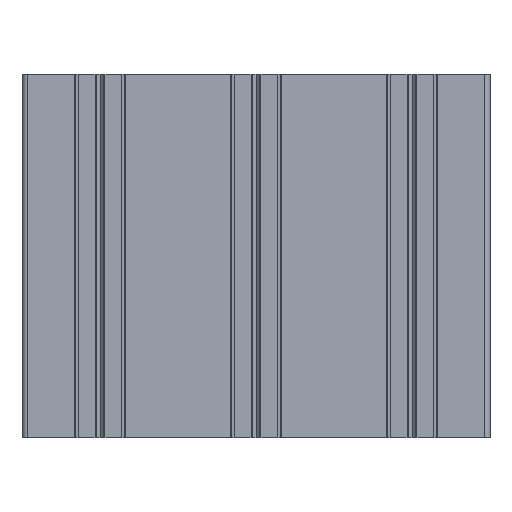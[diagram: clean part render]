
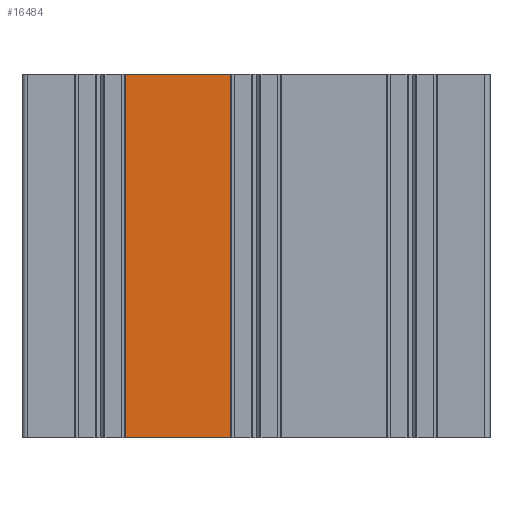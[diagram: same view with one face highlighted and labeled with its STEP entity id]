
A CAD part, front view. The second image highlights one B-rep face of the part: STEP entity #16484.
In plain terms, the highlighted planar face has unit normal (0, -1, 0).
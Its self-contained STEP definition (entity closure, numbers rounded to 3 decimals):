
#754 = CARTESIAN_POINT ( 'NONE',  ( 4.9, -15., -70. ) ) ;
#1916 = EDGE_LOOP ( 'NONE', ( #6007, #13262, #17478, #14752 ) ) ;
#1972 = VECTOR ( 'NONE', #2461, 1000. ) ;
#1980 = DIRECTION ( 'NONE',  ( 1., 0., 0. ) ) ;
#2053 = VERTEX_POINT ( 'NONE', #5997 ) ;
#2461 = DIRECTION ( 'NONE',  ( 0., 0., 1. ) ) ;
#3766 = DIRECTION ( 'NONE',  ( 1., 0., 0. ) ) ;
#4565 = EDGE_CURVE ( 'NONE', #16127, #20275, #7409, .T. ) ;
#5500 = DIRECTION ( 'NONE',  ( 0., 0., 1. ) ) ;
#5997 = CARTESIAN_POINT ( 'NONE',  ( 4.9, -15., -70. ) ) ;
#6007 = ORIENTED_EDGE ( 'NONE', *, *, #11898, .F. ) ;
#6142 = VERTEX_POINT ( 'NONE', #12165 ) ;
#6652 = PLANE ( 'NONE',  #13250 ) ;
#7409 = LINE ( 'NONE', #18773, #20491 ) ;
#8660 = FACE_OUTER_BOUND ( 'NONE', #1916, .T. ) ;
#8779 = LINE ( 'NONE', #14947, #16335 ) ;
#8886 = LINE ( 'NONE', #17285, #19015 ) ;
#11898 = EDGE_CURVE ( 'NONE', #6142, #20275, #8779, .T. ) ;
#12165 = CARTESIAN_POINT ( 'NONE',  ( 4.9, -15., 0. ) ) ;
#13123 = DIRECTION ( 'NONE',  ( 0., -1., 0. ) ) ;
#13250 = AXIS2_PLACEMENT_3D ( 'NONE', #17896, #13123, #3766 ) ;
#13262 = ORIENTED_EDGE ( 'NONE', *, *, #13976, .F. ) ;
#13976 = EDGE_CURVE ( 'NONE', #2053, #6142, #17131, .T. ) ;
#14752 = ORIENTED_EDGE ( 'NONE', *, *, #4565, .T. ) ;
#14947 = CARTESIAN_POINT ( 'NONE',  ( 0., -15., 0. ) ) ;
#15062 = CARTESIAN_POINT ( 'NONE',  ( 25.1, -15., -70. ) ) ;
#15583 = DIRECTION ( 'NONE',  ( 1., 0., 0. ) ) ;
#16127 = VERTEX_POINT ( 'NONE', #15062 ) ;
#16212 = EDGE_CURVE ( 'NONE', #2053, #16127, #8886, .T. ) ;
#16335 = VECTOR ( 'NONE', #1980, 1000. ) ;
#16484 = ADVANCED_FACE ( 'NONE', ( #8660 ), #6652, .T. ) ;
#17131 = LINE ( 'NONE', #754, #1972 ) ;
#17285 = CARTESIAN_POINT ( 'NONE',  ( 0., -15., -70. ) ) ;
#17478 = ORIENTED_EDGE ( 'NONE', *, *, #16212, .T. ) ;
#17896 = CARTESIAN_POINT ( 'NONE',  ( 0., -15., -70. ) ) ;
#18735 = CARTESIAN_POINT ( 'NONE',  ( 25.1, -15., 0. ) ) ;
#18773 = CARTESIAN_POINT ( 'NONE',  ( 25.1, -15., -70. ) ) ;
#19015 = VECTOR ( 'NONE', #15583, 1000. ) ;
#20275 = VERTEX_POINT ( 'NONE', #18735 ) ;
#20491 = VECTOR ( 'NONE', #5500, 1000. ) ;
